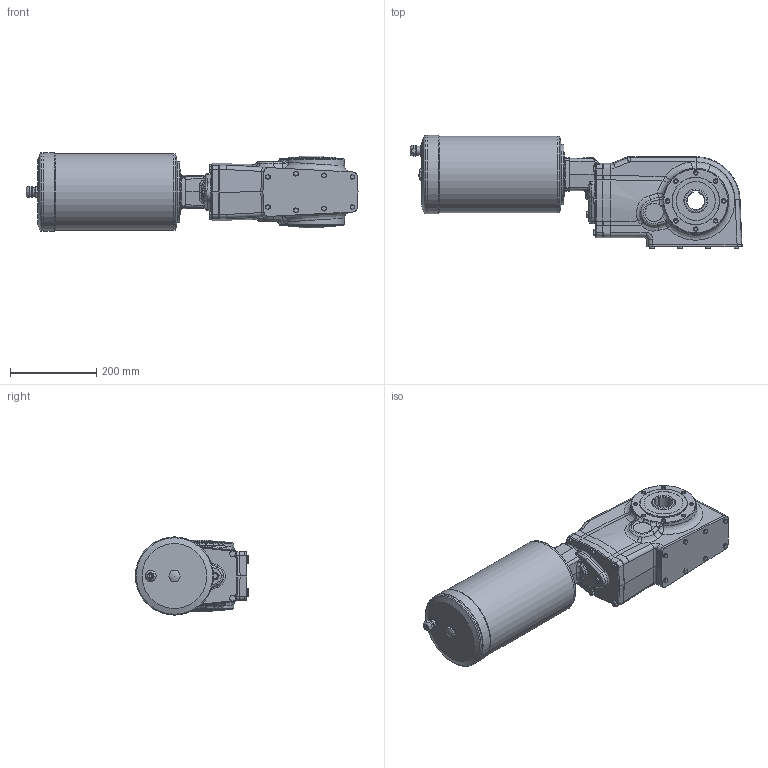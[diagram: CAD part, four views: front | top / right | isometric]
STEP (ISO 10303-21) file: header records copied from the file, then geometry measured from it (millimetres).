
FILE_DESCRIPTION( ( 'Unknown' ), '1' );
FILE_NAME( 'F2E13FB36B4A33C064731AE3DFBEF5.3d.stp', 'Unknown', ( 'Unknown' ), ( 'Unknown' ), 'PSStep 10.1', 'Unknown', ' ' );
FILE_SCHEMA( ( 'AUTOMOTIVE_DESIGN { 1 0 10303 214 1 1 1 1 }' ) );
Length unit declared in the file: millimetre
Products named in the file (1): X74N
Bounding box: 768.4 x 262.1 x 181 mm (x, y, z)
Volume: 16373623.6 mm3; surface area: 559184.4 mm2
Topology: 1 solids, 15 shells, 931 faces, 2184 edges, 1347 vertices
Faces by surface type: plane 306, cylinder 219, cone 178, bspline 163, torus 54, revolution 4, extrusion 4, sphere 3
Full cylindrical faces by diameter (mm): 2.6 x1, 6 x8, 6.647 x8, 7 x9, 8 x4, 8.376 x32, 8.9 x8, 9 x8, 11.6 x6, 13 x4, 13.4 x1, 14 x4, 16.662 x1, 18 x2, 20 x1, 24 x1, 30 x1, 42.5 x2, 47 x1, 55 x2, 85 x1, 90 x2, 95 x2, 110 x2, 140 x1, 177.98 x1, 178 x2, 180.98 x2, 181 x3
Entity records: 56132 total; most frequent: CARTESIAN_POINT 30202, ORIENTED_EDGE 3688, DIRECTION 3522, EDGE_CURVE 1844, AXIS2_PLACEMENT_3D 1483, VERTEX_POINT 1256, EDGE_LOOP 1254, FACE_OUTER_BOUND 1095
